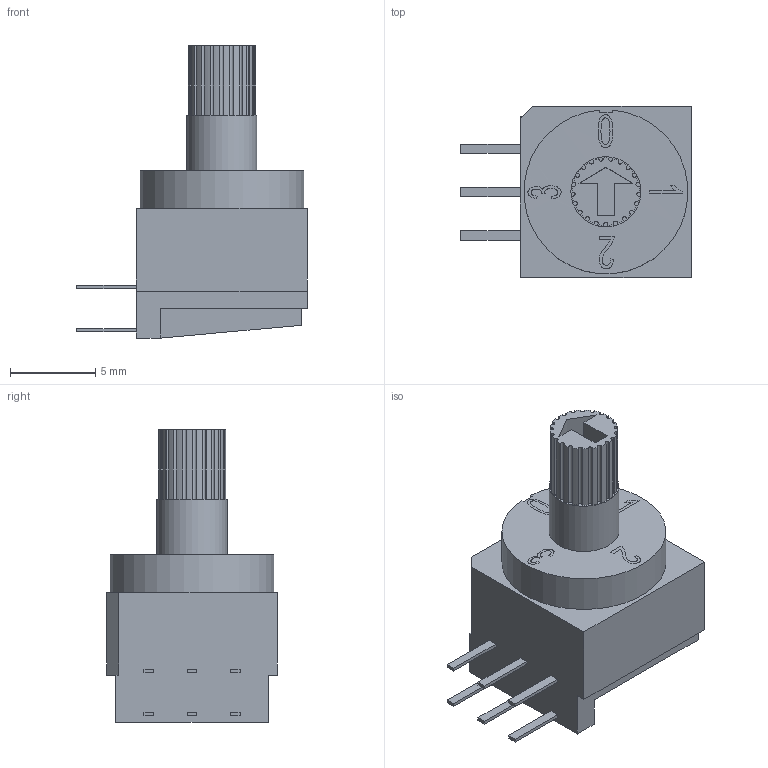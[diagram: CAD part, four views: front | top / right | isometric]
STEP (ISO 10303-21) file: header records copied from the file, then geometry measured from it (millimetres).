
FILE_DESCRIPTION((' '),'2;1');
FILE_NAME('RDTBx04R2x.stp','2017-07-28T10:54:30',(' '),(' '),' ','ACIS',' ');
FILE_SCHEMA(('CONFIG_CONTROL_DESIGN'));
Length unit declared in the file: inch
Products named in the file (1): RDTBx04R2x.stp
Bounding box: 13.5 x 10 x 17.1 mm (x, y, z)
Volume: 852.5 mm3; surface area: 848 mm2
Topology: 1 solids, 2 shells, 157 faces, 456 edges, 318 vertices
Faces by surface type: plane 112, cylinder 45
Full cylindrical faces by diameter (mm): 4.1 x2
Entity records: 5342 total; most frequent: CARTESIAN_POINT 1023, ORIENTED_EDGE 908, DIRECTION 828, EDGE_CURVE 454, VECTOR 332, LINE 332, VERTEX_POINT 318, AXIS2_PLACEMENT_3D 248
